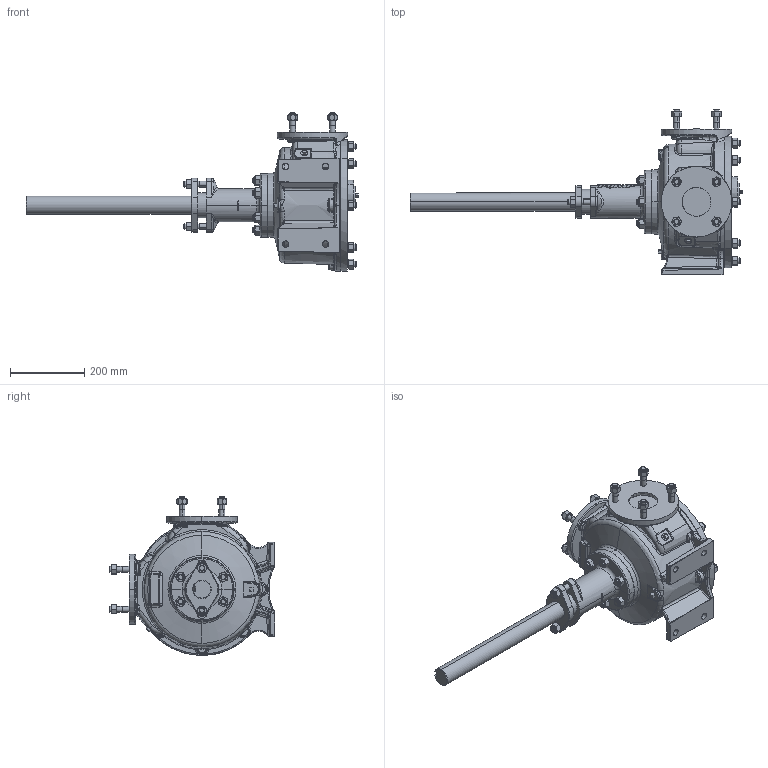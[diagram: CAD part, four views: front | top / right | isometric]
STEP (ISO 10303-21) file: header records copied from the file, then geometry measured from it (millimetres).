
FILE_DESCRIPTION (( 'STEP AP214' ), '1' );
FILE_NAME ('Q32.STEP', '2016-12-19T14:34:49', ( '' ), ( '' ), 'SwSTEP 2.0', 'SolidWorks 2016', '' );
FILE_SCHEMA (( 'AUTOMOTIVE_DESIGN' ));
Length unit declared in the file: inch
Products named in the file (2): Q32
Bounding box: 896.66 x 447.55 x 429.38 mm (x, y, z)
Volume: 20485168.6 mm3; surface area: 814465.7 mm2
Topology: 1 solids, 1 shells, 1712 faces, 4096 edges, 2480 vertices
Faces by surface type: bspline 452, cone 447, plane 395, cylinder 313, torus 83, sphere 22
Entity records: 130372 total; most frequent: CARTESIAN_POINT 84065, ORIENTED_EDGE 8122, DIRECTION 5981, EDGE_CURVE 4061, AXIS2_PLACEMENT_3D 2608, VERTEX_POINT 2480, EDGE_LOOP 1853, B_SPLINE_CURVE_WITH_KNOTS 1795
